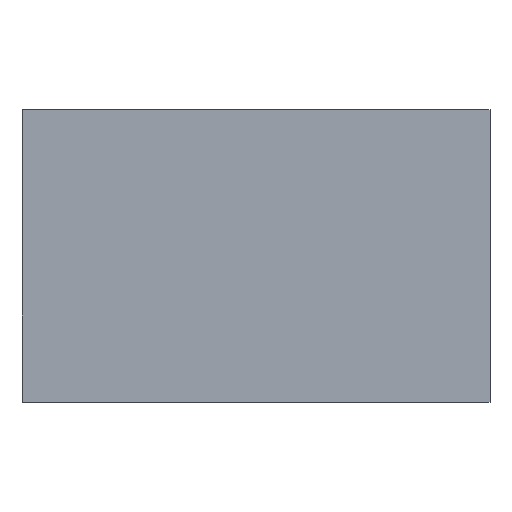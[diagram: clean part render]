
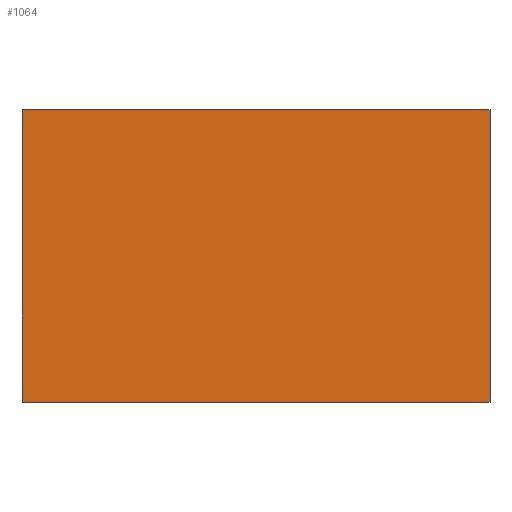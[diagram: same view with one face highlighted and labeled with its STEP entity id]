
A CAD part, top view. The second image highlights one B-rep face of the part: STEP entity #1064.
In plain terms, the highlighted planar face has unit normal (0, 0, 1).
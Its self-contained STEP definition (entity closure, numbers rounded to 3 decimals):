
#91=FACE_OUTER_BOUND('',#146,.T.);
#146=EDGE_LOOP('',(#921,#922,#923,#924));
#292=LINE('',#1857,#412);
#294=LINE('',#1861,#414);
#297=LINE('',#1866,#417);
#300=LINE('',#1870,#420);
#412=VECTOR('',#1309,10.);
#414=VECTOR('',#1313,10.);
#417=VECTOR('',#1318,10.);
#420=VECTOR('',#1323,10.);
#517=VERTEX_POINT('',#1854);
#518=VERTEX_POINT('',#1856);
#519=VERTEX_POINT('',#1860);
#520=VERTEX_POINT('',#1865);
#662=EDGE_CURVE('',#517,#518,#292,.T.);
#664=EDGE_CURVE('',#518,#519,#294,.T.);
#667=EDGE_CURVE('',#519,#520,#297,.T.);
#670=EDGE_CURVE('',#520,#517,#300,.T.);
#921=ORIENTED_EDGE('',*,*,#662,.F.);
#922=ORIENTED_EDGE('',*,*,#670,.F.);
#923=ORIENTED_EDGE('',*,*,#667,.F.);
#924=ORIENTED_EDGE('',*,*,#664,.F.);
#1009=PLANE('',#1124);
#1064=ADVANCED_FACE('',(#91),#1009,.T.);
#1124=AXIS2_PLACEMENT_3D('',#1871,#1324,#1325);
#1309=DIRECTION('',(0.,-1.,0.));
#1313=DIRECTION('',(-1.,0.,0.));
#1318=DIRECTION('',(0.,1.,0.));
#1323=DIRECTION('',(1.,0.,0.));
#1324=DIRECTION('center_axis',(0.,0.,1.));
#1325=DIRECTION('ref_axis',(1.,0.,0.));
#1854=CARTESIAN_POINT('',(1.,0.625,0.5));
#1856=CARTESIAN_POINT('',(1.,-0.625,0.5));
#1857=CARTESIAN_POINT('',(1.,0.625,0.5));
#1860=CARTESIAN_POINT('',(-1.,-0.625,0.5));
#1861=CARTESIAN_POINT('',(1.,-0.625,0.5));
#1865=CARTESIAN_POINT('',(-1.,0.625,0.5));
#1866=CARTESIAN_POINT('',(-1.,-0.625,0.5));
#1870=CARTESIAN_POINT('',(-1.,0.625,0.5));
#1871=CARTESIAN_POINT('Origin',(0.,0.,0.5));
